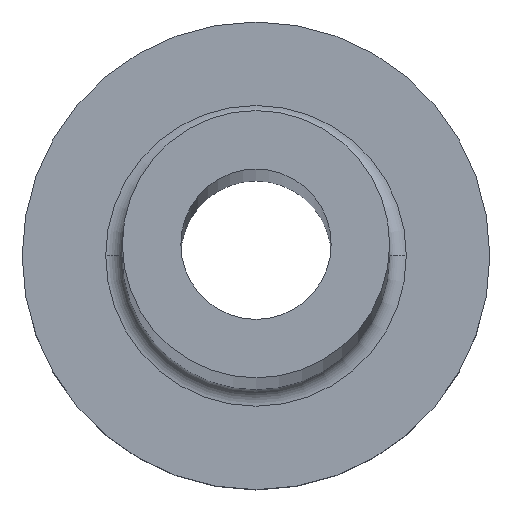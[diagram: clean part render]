
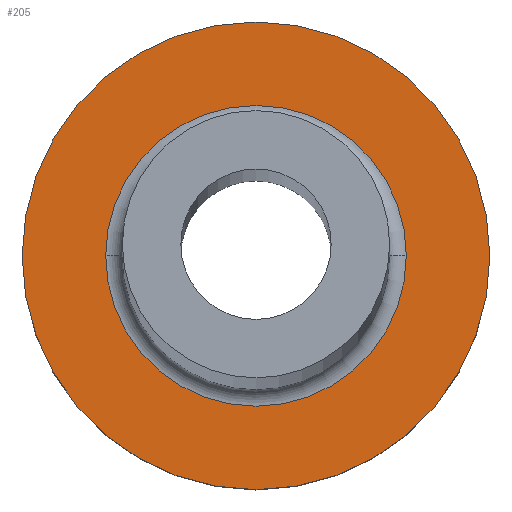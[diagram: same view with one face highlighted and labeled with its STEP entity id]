
A CAD part, top view. The second image highlights one B-rep face of the part: STEP entity #205.
In plain terms, the highlighted planar face has unit normal (0, 0, 1).
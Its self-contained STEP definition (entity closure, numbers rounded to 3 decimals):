
#2 = CARTESIAN_POINT ( 'NONE',  ( 7., 0., 5. ) ) ;
#6 = CARTESIAN_POINT ( 'NONE',  ( 0., 0., 5. ) ) ;
#13 = EDGE_CURVE ( 'NONE', #105, #347, #353, .T. ) ;
#18 = CARTESIAN_POINT ( 'NONE',  ( -4.5, 0., 5. ) ) ;
#28 = VERTEX_POINT ( 'NONE', #18 ) ;
#44 = CARTESIAN_POINT ( 'NONE',  ( 0., 0., 5. ) ) ;
#56 = EDGE_LOOP ( 'NONE', ( #316, #201 ) ) ;
#57 = AXIS2_PLACEMENT_3D ( 'NONE', #113, #234, #172 ) ;
#63 = CARTESIAN_POINT ( 'NONE',  ( 4.5, 0., 5. ) ) ;
#77 = CARTESIAN_POINT ( 'NONE',  ( -7., 0., 5. ) ) ;
#78 = ORIENTED_EDGE ( 'NONE', *, *, #197, .T. ) ;
#94 = CARTESIAN_POINT ( 'NONE',  ( 0., 0., 5. ) ) ;
#105 = VERTEX_POINT ( 'NONE', #2 ) ;
#113 = CARTESIAN_POINT ( 'NONE',  ( 0., 0., 5. ) ) ;
#121 = DIRECTION ( 'NONE',  ( 0., 0., 1. ) ) ;
#126 = AXIS2_PLACEMENT_3D ( 'NONE', #6, #144, #237 ) ;
#130 = CIRCLE ( 'NONE', #179, 7. ) ;
#144 = DIRECTION ( 'NONE',  ( 0., 0., -1. ) ) ;
#157 = EDGE_LOOP ( 'NONE', ( #78, #255 ) ) ;
#172 = DIRECTION ( 'NONE',  ( 1., 0., 0. ) ) ;
#179 = AXIS2_PLACEMENT_3D ( 'NONE', #44, #186, #189 ) ;
#186 = DIRECTION ( 'NONE',  ( 0., 0., 1. ) ) ;
#189 = DIRECTION ( 'NONE',  ( 1., 0., 0. ) ) ;
#190 = CIRCLE ( 'NONE', #327, 4.5 ) ;
#192 = VERTEX_POINT ( 'NONE', #63 ) ;
#197 = EDGE_CURVE ( 'NONE', #192, #28, #307, .T. ) ;
#201 = ORIENTED_EDGE ( 'NONE', *, *, #13, .T. ) ;
#205 = ADVANCED_FACE ( 'NONE', ( #240, #208 ), #326, .T. ) ;
#208 = FACE_OUTER_BOUND ( 'NONE', #56, .T. ) ;
#210 = EDGE_CURVE ( 'NONE', #28, #192, #190, .T. ) ;
#232 = EDGE_CURVE ( 'NONE', #347, #105, #130, .T. ) ;
#234 = DIRECTION ( 'NONE',  ( 0., 0., 1. ) ) ;
#237 = DIRECTION ( 'NONE',  ( 1., 0., 0. ) ) ;
#239 = DIRECTION ( 'NONE',  ( 0., 0., -1. ) ) ;
#240 = FACE_BOUND ( 'NONE', #157, .T. ) ;
#255 = ORIENTED_EDGE ( 'NONE', *, *, #210, .T. ) ;
#296 = CARTESIAN_POINT ( 'NONE',  ( 0., 0., 5. ) ) ;
#301 = AXIS2_PLACEMENT_3D ( 'NONE', #296, #121, #354 ) ;
#307 = CIRCLE ( 'NONE', #126, 4.5 ) ;
#316 = ORIENTED_EDGE ( 'NONE', *, *, #232, .T. ) ;
#326 = PLANE ( 'NONE',  #301 ) ;
#327 = AXIS2_PLACEMENT_3D ( 'NONE', #94, #239, #356 ) ;
#347 = VERTEX_POINT ( 'NONE', #77 ) ;
#353 = CIRCLE ( 'NONE', #57, 7. ) ;
#354 = DIRECTION ( 'NONE',  ( 1., 0., 0. ) ) ;
#356 = DIRECTION ( 'NONE',  ( 1., 0., 0. ) ) ;
